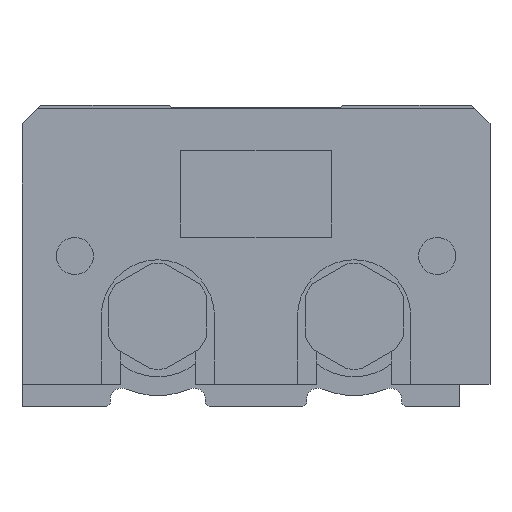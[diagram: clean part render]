
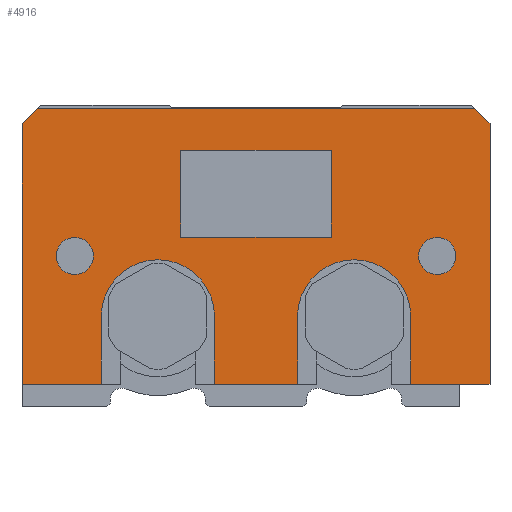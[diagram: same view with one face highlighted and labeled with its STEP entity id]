
A CAD part, front view. The second image highlights one B-rep face of the part: STEP entity #4916.
In plain terms, the highlighted planar face has unit normal (0, -1, 0).
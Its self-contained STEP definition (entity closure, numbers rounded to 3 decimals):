
#184=CIRCLE('',#5224,7.5);
#186=CIRCLE('',#5235,7.5);
#187=CIRCLE('',#5243,2.459);
#188=CIRCLE('',#5244,2.459);
#895=ORIENTED_EDGE('',*,*,#1633,.T.);
#896=ORIENTED_EDGE('',*,*,#1634,.T.);
#897=ORIENTED_EDGE('',*,*,#1623,.T.);
#898=ORIENTED_EDGE('',*,*,#1627,.T.);
#899=ORIENTED_EDGE('',*,*,#1630,.T.);
#900=ORIENTED_EDGE('',*,*,#1632,.T.);
#901=ORIENTED_EDGE('',*,*,#1583,.T.);
#902=ORIENTED_EDGE('',*,*,#1588,.T.);
#903=ORIENTED_EDGE('',*,*,#1591,.T.);
#904=ORIENTED_EDGE('',*,*,#1594,.T.);
#905=ORIENTED_EDGE('',*,*,#1597,.T.);
#906=ORIENTED_EDGE('',*,*,#1600,.T.);
#907=ORIENTED_EDGE('',*,*,#1605,.T.);
#908=ORIENTED_EDGE('',*,*,#1608,.T.);
#909=ORIENTED_EDGE('',*,*,#1611,.T.);
#910=ORIENTED_EDGE('',*,*,#1614,.T.);
#911=ORIENTED_EDGE('',*,*,#1618,.T.);
#912=ORIENTED_EDGE('',*,*,#1573,.T.);
#913=ORIENTED_EDGE('',*,*,#1580,.T.);
#914=ORIENTED_EDGE('',*,*,#1577,.T.);
#1573=EDGE_CURVE('',#2018,#2017,#2383,.T.);
#1577=EDGE_CURVE('',#2022,#2021,#2387,.T.);
#1580=EDGE_CURVE('',#2017,#2022,#184,.T.);
#1583=EDGE_CURVE('',#2021,#2025,#2391,.T.);
#1588=EDGE_CURVE('',#2025,#2028,#2396,.T.);
#1591=EDGE_CURVE('',#2028,#2030,#2399,.T.);
#1594=EDGE_CURVE('',#2030,#2032,#2402,.T.);
#1597=EDGE_CURVE('',#2032,#2034,#2405,.T.);
#1600=EDGE_CURVE('',#2034,#2036,#2408,.T.);
#1605=EDGE_CURVE('',#2036,#2040,#2413,.T.);
#1608=EDGE_CURVE('',#2040,#2042,#2416,.T.);
#1611=EDGE_CURVE('',#2042,#2044,#186,.T.);
#1614=EDGE_CURVE('',#2044,#2046,#2420,.T.);
#1618=EDGE_CURVE('',#2046,#2018,#2424,.T.);
#1623=EDGE_CURVE('',#2054,#2053,#2429,.T.);
#1627=EDGE_CURVE('',#2053,#2056,#2433,.T.);
#1630=EDGE_CURVE('',#2056,#2058,#2436,.T.);
#1632=EDGE_CURVE('',#2058,#2054,#2438,.T.);
#1633=EDGE_CURVE('',#2059,#2059,#187,.T.);
#1634=EDGE_CURVE('',#2060,#2060,#188,.T.);
#2017=VERTEX_POINT('',#7132);
#2018=VERTEX_POINT('',#7134);
#2021=VERTEX_POINT('',#7141);
#2022=VERTEX_POINT('',#7143);
#2025=VERTEX_POINT('',#7153);
#2028=VERTEX_POINT('',#7162);
#2030=VERTEX_POINT('',#7168);
#2032=VERTEX_POINT('',#7174);
#2034=VERTEX_POINT('',#7180);
#2036=VERTEX_POINT('',#7186);
#2040=VERTEX_POINT('',#7196);
#2042=VERTEX_POINT('',#7202);
#2044=VERTEX_POINT('',#7208);
#2046=VERTEX_POINT('',#7214);
#2053=VERTEX_POINT('',#7232);
#2054=VERTEX_POINT('',#7234);
#2056=VERTEX_POINT('',#7240);
#2058=VERTEX_POINT('',#7246);
#2059=VERTEX_POINT('',#7253);
#2060=VERTEX_POINT('',#7255);
#2383=LINE('',#7133,#2751);
#2387=LINE('',#7142,#2755);
#2391=LINE('',#7154,#2759);
#2396=LINE('',#7163,#2764);
#2399=LINE('',#7169,#2767);
#2402=LINE('',#7175,#2770);
#2405=LINE('',#7181,#2773);
#2408=LINE('',#7187,#2776);
#2413=LINE('',#7197,#2781);
#2416=LINE('',#7203,#2784);
#2420=LINE('',#7215,#2788);
#2424=LINE('',#7223,#2792);
#2429=LINE('',#7233,#2797);
#2433=LINE('',#7241,#2801);
#2436=LINE('',#7247,#2804);
#2438=LINE('',#7250,#2806);
#2751=VECTOR('',#6011,1000.);
#2755=VECTOR('',#6017,1000.);
#2759=VECTOR('',#6029,1000.);
#2764=VECTOR('',#6036,1000.);
#2767=VECTOR('',#6041,1000.);
#2770=VECTOR('',#6046,1000.);
#2773=VECTOR('',#6051,1000.);
#2776=VECTOR('',#6056,1000.);
#2781=VECTOR('',#6063,1000.);
#2784=VECTOR('',#6068,1000.);
#2788=VECTOR('',#6080,1000.);
#2792=VECTOR('',#6086,1000.);
#2797=VECTOR('',#6093,1000.);
#2801=VECTOR('',#6099,1000.);
#2804=VECTOR('',#6104,1000.);
#2806=VECTOR('',#6108,1000.);
#3131=EDGE_LOOP('',(#895));
#3132=EDGE_LOOP('',(#896));
#3133=EDGE_LOOP('',(#897,#898,#899,#900));
#3134=EDGE_LOOP('',(#901,#902,#903,#904,#905,#906,#907,#908,#909,#910,#911,
#912,#913,#914));
#3447=FACE_BOUND('',#3131,.T.);
#3448=FACE_BOUND('',#3132,.T.);
#3449=FACE_BOUND('',#3133,.T.);
#3450=FACE_BOUND('',#3134,.T.);
#3652=PLANE('',#5242);
#4916=ADVANCED_FACE('',(#3447,#3448,#3449,#3450),#3652,.F.);
#5224=AXIS2_PLACEMENT_3D('',#7147,#6023,#6024);
#5235=AXIS2_PLACEMENT_3D('',#7209,#6074,#6075);
#5242=AXIS2_PLACEMENT_3D('',#7251,#6109,#6110);
#5243=AXIS2_PLACEMENT_3D('',#7252,#6111,#6112);
#5244=AXIS2_PLACEMENT_3D('',#7254,#6113,#6114);
#6011=DIRECTION('',(0.,0.,1.));
#6017=DIRECTION('',(0.,0.,-1.));
#6023=DIRECTION('',(0.,1.,0.));
#6024=DIRECTION('',(-1.,0.,0.));
#6029=DIRECTION('',(1.,0.,0.));
#6036=DIRECTION('',(0.,0.,1.));
#6041=DIRECTION('',(-0.707,0.,0.707));
#6046=DIRECTION('',(-1.,0.,0.));
#6051=DIRECTION('',(-0.707,0.,-0.707));
#6056=DIRECTION('',(0.,0.,-1.));
#6063=DIRECTION('',(1.,0.,0.));
#6068=DIRECTION('',(0.,0.,1.));
#6074=DIRECTION('',(0.,1.,0.));
#6075=DIRECTION('',(-1.,0.,0.));
#6080=DIRECTION('',(0.,0.,-1.));
#6086=DIRECTION('',(1.,0.,0.));
#6093=DIRECTION('',(0.,0.,1.));
#6099=DIRECTION('',(1.,0.,0.));
#6104=DIRECTION('',(0.,0.,-1.));
#6108=DIRECTION('',(-1.,0.,0.));
#6109=DIRECTION('',(0.,1.,0.));
#6110=DIRECTION('',(0.,0.,1.));
#6111=DIRECTION('',(0.,1.,0.));
#6112=DIRECTION('',(0.,0.,-1.));
#6113=DIRECTION('',(0.,1.,0.));
#6114=DIRECTION('',(0.,0.,-1.));
#7132=CARTESIAN_POINT('',(20.,-10.,6.5));
#7133=CARTESIAN_POINT('',(20.,-10.,-2.5));
#7134=CARTESIAN_POINT('',(20.,-10.,-2.5));
#7141=CARTESIAN_POINT('',(35.,-10.,-2.5));
#7142=CARTESIAN_POINT('',(35.,-10.,6.5));
#7143=CARTESIAN_POINT('',(35.,-10.,6.5));
#7147=CARTESIAN_POINT('',(27.5,-10.,6.5));
#7153=CARTESIAN_POINT('',(45.5,-10.,-2.5));
#7154=CARTESIAN_POINT('',(35.,-10.,-2.5));
#7162=CARTESIAN_POINT('',(45.5,-10.,32.));
#7163=CARTESIAN_POINT('',(45.5,-10.,-2.5));
#7168=CARTESIAN_POINT('',(43.5,-10.,34.));
#7169=CARTESIAN_POINT('',(45.5,-10.,32.));
#7174=CARTESIAN_POINT('',(-14.5,-10.,34.));
#7175=CARTESIAN_POINT('',(43.5,-10.,34.));
#7180=CARTESIAN_POINT('',(-16.5,-10.,32.));
#7181=CARTESIAN_POINT('',(-14.5,-10.,34.));
#7186=CARTESIAN_POINT('',(-16.5,-10.,-2.5));
#7187=CARTESIAN_POINT('',(-16.5,-10.,32.));
#7196=CARTESIAN_POINT('',(-6.,-10.,-2.5));
#7197=CARTESIAN_POINT('',(-16.5,-10.,-2.5));
#7202=CARTESIAN_POINT('',(-6.,-10.,6.5));
#7203=CARTESIAN_POINT('',(-6.,-10.,-2.5));
#7208=CARTESIAN_POINT('',(9.,-10.,6.5));
#7209=CARTESIAN_POINT('',(1.5,-10.,6.5));
#7214=CARTESIAN_POINT('',(9.,-10.,-2.5));
#7215=CARTESIAN_POINT('',(9.,-10.,6.5));
#7223=CARTESIAN_POINT('',(9.,-10.,-2.5));
#7232=CARTESIAN_POINT('',(4.5,-10.,28.5));
#7233=CARTESIAN_POINT('',(4.5,-10.,17.));
#7234=CARTESIAN_POINT('',(4.5,-10.,17.));
#7240=CARTESIAN_POINT('',(24.5,-10.,28.5));
#7241=CARTESIAN_POINT('',(4.5,-10.,28.5));
#7246=CARTESIAN_POINT('',(24.5,-10.,17.));
#7247=CARTESIAN_POINT('',(24.5,-10.,28.5));
#7250=CARTESIAN_POINT('',(4.5,-10.,17.));
#7251=CARTESIAN_POINT('',(1.5,-10.,6.5));
#7252=CARTESIAN_POINT('',(-9.5,-10.,14.5));
#7253=CARTESIAN_POINT('',(-9.5,-10.,12.042));
#7254=CARTESIAN_POINT('',(38.5,-10.,14.5));
#7255=CARTESIAN_POINT('',(38.5,-10.,12.042));
